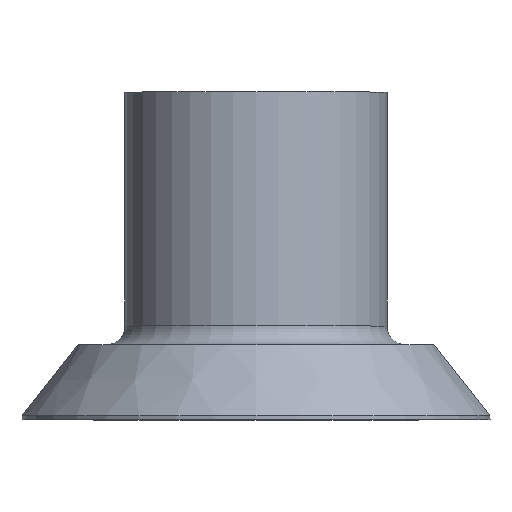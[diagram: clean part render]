
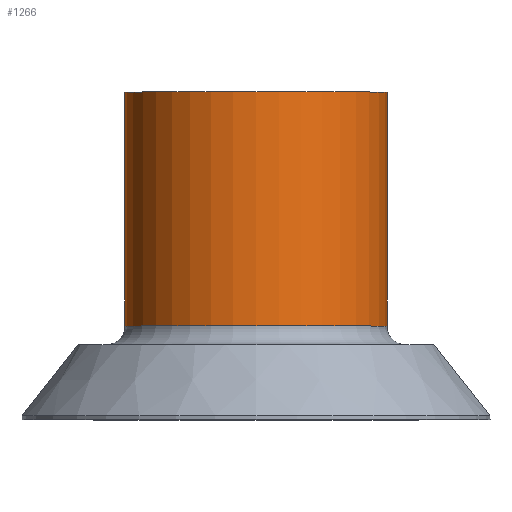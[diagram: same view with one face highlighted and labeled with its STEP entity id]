
A CAD part, top view. The second image highlights one B-rep face of the part: STEP entity #1266.
In plain terms, the highlighted cylindrical face has radius 7 mm (diameter 14 mm), a partial arc.
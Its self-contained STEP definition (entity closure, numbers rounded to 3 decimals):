
#6 = EDGE_CURVE ( 'NONE', #2489, #1008, #2670, .T. ) ;
#185 = AXIS2_PLACEMENT_3D ( 'NONE', #2740, #2723, #2443 ) ;
#245 = CIRCLE ( 'NONE', #185, 7. ) ;
#298 = VERTEX_POINT ( 'NONE', #1103 ) ;
#746 = CYLINDRICAL_SURFACE ( 'NONE', #2424, 7. ) ;
#1008 = VERTEX_POINT ( 'NONE', #1150 ) ;
#1097 = EDGE_LOOP ( 'NONE', ( #1123, #2845, #2991, #3017 ) ) ;
#1103 = CARTESIAN_POINT ( 'NONE',  ( 7., 0., 0. ) ) ;
#1123 = ORIENTED_EDGE ( 'NONE', *, *, #1309, .T. ) ;
#1150 = CARTESIAN_POINT ( 'NONE',  ( -7., 0., 0. ) ) ;
#1177 = VECTOR ( 'NONE', #2467, 1000. ) ;
#1230 = DIRECTION ( 'NONE',  ( -1., 0., 0. ) ) ;
#1266 = ADVANCED_FACE ( 'NONE', ( #2031 ), #746, .T. ) ;
#1275 = VECTOR ( 'NONE', #1772, 1000. ) ;
#1309 = EDGE_CURVE ( 'NONE', #2489, #1331, #1322, .T. ) ;
#1322 = CIRCLE ( 'NONE', #1948, 7. ) ;
#1331 = VERTEX_POINT ( 'NONE', #2377 ) ;
#1392 = DIRECTION ( 'NONE',  ( 0., 1., 0. ) ) ;
#1401 = CARTESIAN_POINT ( 'NONE',  ( 0., 0., 0. ) ) ;
#1722 = CARTESIAN_POINT ( 'NONE',  ( -7., 0., 0. ) ) ;
#1729 = LINE ( 'NONE', #2935, #1177 ) ;
#1772 = DIRECTION ( 'NONE',  ( 0., 1., 0. ) ) ;
#1948 = AXIS2_PLACEMENT_3D ( 'NONE', #2937, #2949, #3021 ) ;
#2015 = EDGE_CURVE ( 'NONE', #1008, #298, #245, .T. ) ;
#2031 = FACE_OUTER_BOUND ( 'NONE', #1097, .T. ) ;
#2215 = EDGE_CURVE ( 'NONE', #1331, #298, #1729, .T. ) ;
#2247 = CARTESIAN_POINT ( 'NONE',  ( -7., -12.5, 0. ) ) ;
#2377 = CARTESIAN_POINT ( 'NONE',  ( 7., -12.5, 0. ) ) ;
#2424 = AXIS2_PLACEMENT_3D ( 'NONE', #1401, #1392, #1230 ) ;
#2443 = DIRECTION ( 'NONE',  ( -1., 0., 0. ) ) ;
#2467 = DIRECTION ( 'NONE',  ( 0., 1., 0. ) ) ;
#2489 = VERTEX_POINT ( 'NONE', #2247 ) ;
#2670 = LINE ( 'NONE', #1722, #1275 ) ;
#2723 = DIRECTION ( 'NONE',  ( 0., 1., 0. ) ) ;
#2740 = CARTESIAN_POINT ( 'NONE',  ( 0., 0., 0. ) ) ;
#2845 = ORIENTED_EDGE ( 'NONE', *, *, #2215, .T. ) ;
#2935 = CARTESIAN_POINT ( 'NONE',  ( 7., 0., 0. ) ) ;
#2937 = CARTESIAN_POINT ( 'NONE',  ( 0., -12.5, 0. ) ) ;
#2949 = DIRECTION ( 'NONE',  ( 0., 1., 0. ) ) ;
#2991 = ORIENTED_EDGE ( 'NONE', *, *, #2015, .F. ) ;
#3017 = ORIENTED_EDGE ( 'NONE', *, *, #6, .F. ) ;
#3021 = DIRECTION ( 'NONE',  ( -1., 0., 0. ) ) ;
